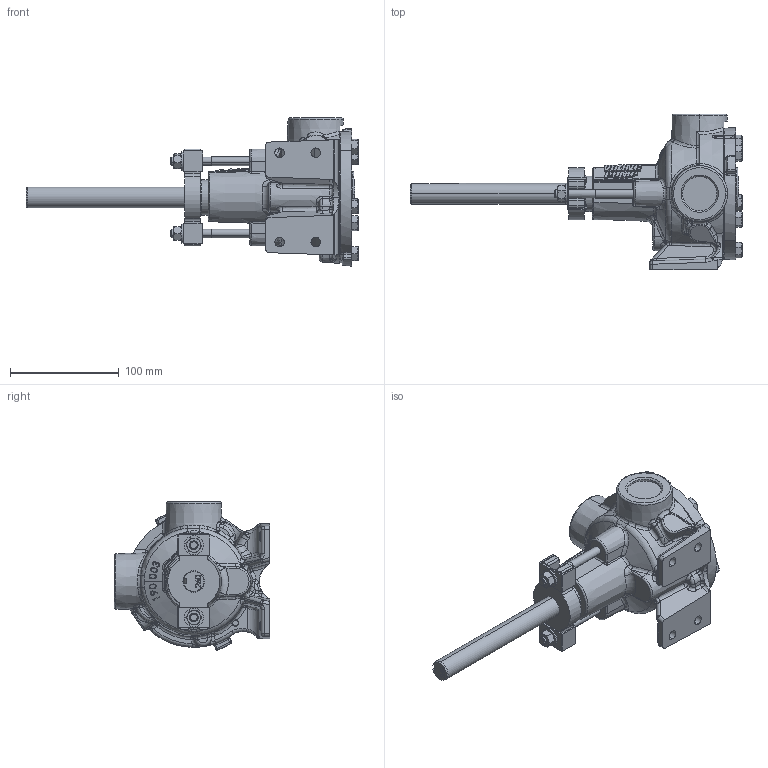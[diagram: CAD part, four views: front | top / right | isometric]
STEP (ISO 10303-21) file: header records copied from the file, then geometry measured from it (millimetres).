
FILE_DESCRIPTION (( 'STEP AP214' ), '1' );
FILE_NAME ('H32.STEP', '2016-12-14T13:33:32', ( '' ), ( '' ), 'SwSTEP 2.0', 'SolidWorks 2016', '' );
FILE_SCHEMA (( 'AUTOMOTIVE_DESIGN' ));
Length unit declared in the file: inch
Products named in the file (2): H32
Bounding box: 305.64 x 143 x 136.38 mm (x, y, z)
Volume: 1006246.2 mm3; surface area: 109004.3 mm2
Topology: 1 solids, 1 shells, 1212 faces, 2905 edges, 1734 vertices
Faces by surface type: bspline 434, plane 309, cylinder 195, cone 128, sphere 80, torus 66
Entity records: 69797 total; most frequent: CARTESIAN_POINT 36727, ORIENTED_EDGE 5784, DIRECTION 4127, EDGE_CURVE 2892, VERTEX_POINT 1732, AXIS2_PLACEMENT_3D 1644, EDGE_LOOP 1274, ADVANCED_FACE 1212
